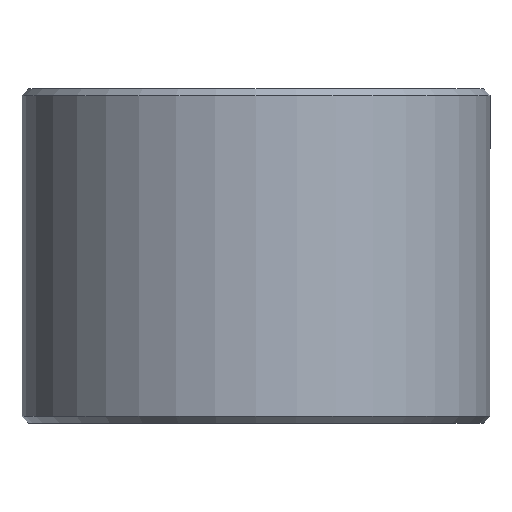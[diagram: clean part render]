
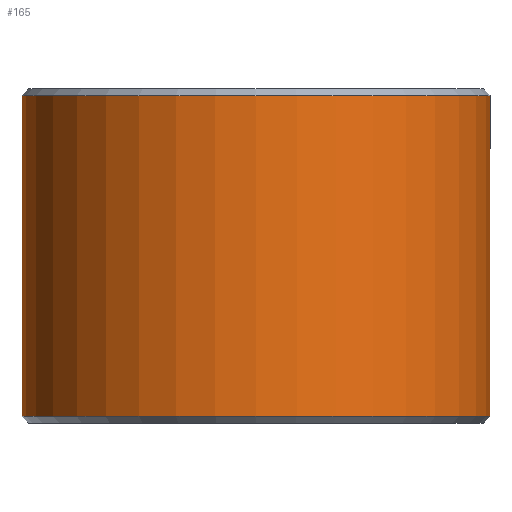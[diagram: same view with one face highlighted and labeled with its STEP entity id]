
A CAD part, front view. The second image highlights one B-rep face of the part: STEP entity #165.
In plain terms, the highlighted cylindrical face has radius 17.5 mm (diameter 35 mm), a full revolution.
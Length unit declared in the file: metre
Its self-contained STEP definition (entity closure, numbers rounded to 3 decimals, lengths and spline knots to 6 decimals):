
#165=ADVANCED_FACE('',(#200,#201),#202,.T.);
#200=FACE_OUTER_BOUND('',#5288,.T.);
#201=FACE_OUTER_BOUND('',#5289,.T.);
#202=CYLINDRICAL_SURFACE('',#5290,0.0175);
#5288=EDGE_LOOP('',(#5359));
#5289=EDGE_LOOP('',(#5360));
#5290=AXIS2_PLACEMENT_3D('',#5361,#5362,#5363);
#5359=ORIENTED_EDGE('',*,*,#5382,.T.);
#5360=ORIENTED_EDGE('',*,*,#5383,.F.);
#5361=CARTESIAN_POINT('',(0.0,0.0,0.));
#5362=DIRECTION('',(0.0,0.,-1.0));
#5363=DIRECTION('',(0.0,1.0,0.));
#5382=EDGE_CURVE('',#5416,#5416,#5417,.T.);
#5383=EDGE_CURVE('',#5418,#5418,#5419,.T.);
#5416=VERTEX_POINT('',#5690);
#5417=CIRCLE('',#5691,0.0175);
#5418=VERTEX_POINT('',#5692);
#5419=CIRCLE('',#5693,0.0175);
#5690=CARTESIAN_POINT('',(0.0,0.0175,0.0245));
#5691=AXIS2_PLACEMENT_3D('',#5728,#5729,#5730);
#5692=CARTESIAN_POINT('',(0.0,0.0175,0.0005));
#5693=AXIS2_PLACEMENT_3D('',#5731,#5732,#5733);
#5728=CARTESIAN_POINT('',(0.0,0.0,0.0245));
#5729=DIRECTION('',(0.0,0.,-1.0));
#5730=DIRECTION('',(0.0,1.0,0.));
#5731=CARTESIAN_POINT('',(0.0,0.0,0.0005));
#5732=DIRECTION('',(0.0,0.,-1.0));
#5733=DIRECTION('',(0.0,1.0,0.));
